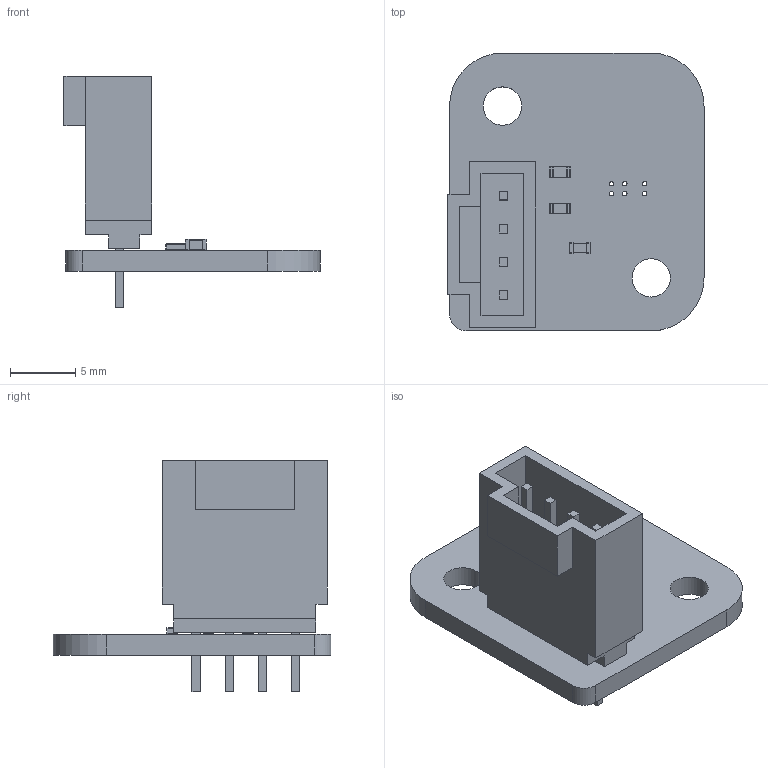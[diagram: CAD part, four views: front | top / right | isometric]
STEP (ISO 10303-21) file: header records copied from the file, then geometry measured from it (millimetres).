
FILE_DESCRIPTION(('KiCad electronic assembly'),'2;1');
FILE_NAME('NO_Sensor_Breakout.step','2020-11-28T02:07:57',('An Author'), ('A Company'),'Open CASCADE STEP processor 6.9', 'KiCad to STEP converter','Unknown');
FILE_SCHEMA(('AUTOMOTIVE_DESIGN { 1 0 10303 214 1 1 1 1 }'));
Length unit declared in the file: millimetre
Products named in the file (8): Open CASCADE STEP translator 6.9 1; R_0603_1608Metric; SOLID; Molex_SL_04_Vertical; C_0603_1608Metric; COMPOUND
Assembly tree (8 placements, depth 3):
  Open CASCADE STEP translator 6.9 1
    R_0603_1608Metric  x2
      SOLID
    Molex_SL_04_Vertical
      SOLID
    C_0603_1608Metric
      SOLID
    COMPOUND
Bounding box: 19.68 x 21.34 x 17.78 mm (x, y, z)
Volume: 1150.8 mm3; surface area: 1983.2 mm2
Topology: 5 solids, 5 shells, 169 faces, 436 edges, 288 vertices
Faces by surface type: plane 125, cylinder 44
Full cylindrical faces by diameter (mm): 0.35 x6, 0.9 x4, 2.946 x2
Entity records: 10235 total; most frequent: CARTESIAN_POINT 1622, DIRECTION 1458, LINE 958, VECTOR 958, ORIENTED_EDGE 736, PCURVE 736, DEFINITIONAL_REPRESENTATION 736, EDGE_CURVE 368
